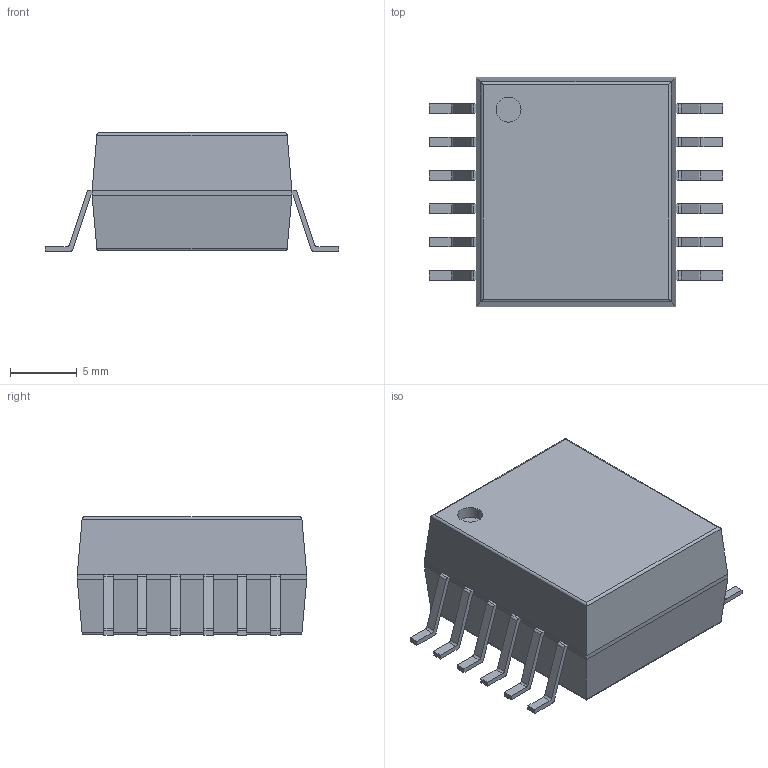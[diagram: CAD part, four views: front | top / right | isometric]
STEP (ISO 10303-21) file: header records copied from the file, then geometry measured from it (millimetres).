
FILE_DESCRIPTION(('FreeCAD Model'),'2;1');
FILE_NAME('715948.1.1.stp','2020-04-09T07:15:21',( 'Author'),(''),'Open CASCADE STEP processor 6.9','FreeCAD','Unknown' );
FILE_SCHEMA(('AUTOMOTIVE_DESIGN { 1 0 10303 214 1 1 1 1 }'));
Length unit declared in the file: millimetre
Products named in the file (3): ASSEMBLY; Body; PinsArrayLR
Assembly tree (2 placements, depth 2):
  ASSEMBLY
    Body
    PinsArrayLR
Bounding box: 21.97 x 17.2 x 8.89 mm (x, y, z)
Volume: 2200.2 mm3; surface area: 1199.4 mm2
Topology: 13 solids, 13 shells, 180 faces, 443 edges, 290 vertices
Faces by surface type: plane 135, cylinder 45
Full cylindrical faces by diameter (mm): 1.873 x1
Entity records: 11339 total; most frequent: CARTESIAN_POINT 2174, DIRECTION 1697, LINE 1129, VECTOR 1129, ORIENTED_EDGE 886, PCURVE 886, DEFINITIONAL_REPRESENTATION 886, EDGE_CURVE 443
